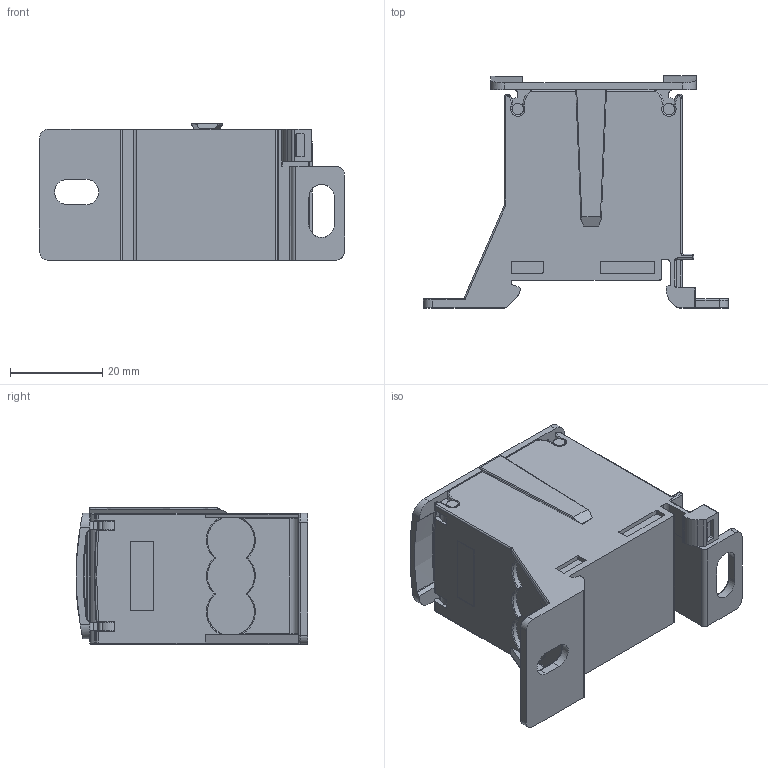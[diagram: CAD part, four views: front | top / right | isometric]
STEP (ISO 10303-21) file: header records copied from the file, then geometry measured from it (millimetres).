
FILE_DESCRIPTION (( 'STEP AP203' ), '1' );
FILE_NAME ('GPB2-80P1-4L.step', '2024-08-05T18:16:33', ( '' ), ( '' ), 'SwSTEP 2.0', 'SolidWorks 2023', '' );
FILE_SCHEMA (( 'CONFIG_CONTROL_DESIGN' ));
Length unit declared in the file: inch
Products named in the file (1): GPB2-80P1-4L
Bounding box: 66 x 50.2 x 29.6 mm (x, y, z)
Volume: 47260.3 mm3; surface area: 12734.7 mm2
Topology: 1 solids, 1 shells, 572 faces, 1502 edges, 903 vertices
Faces by surface type: cylinder 246, plane 171, bspline 139, torus 13, cone 3
Entity records: 23608 total; most frequent: CARTESIAN_POINT 11173, ORIENTED_EDGE 2928, DIRECTION 2103, EDGE_CURVE 1464, VERTEX_POINT 903, AXIS2_PLACEMENT_3D 709, VECTOR 685, LINE 685
